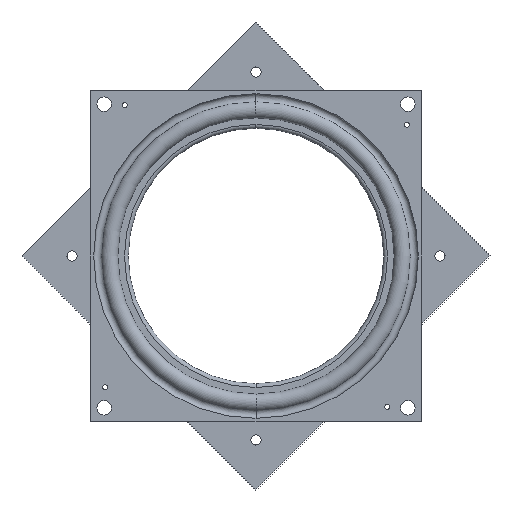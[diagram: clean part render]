
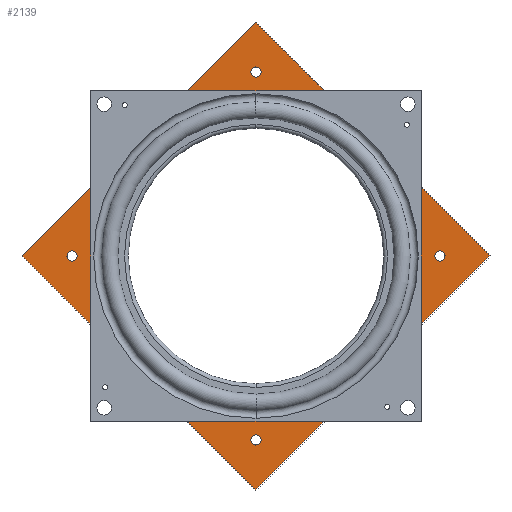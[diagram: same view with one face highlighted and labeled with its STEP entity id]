
A CAD part, front view. The second image highlights one B-rep face of the part: STEP entity #2139.
In plain terms, the highlighted planar face has unit normal (0, -1, 0).
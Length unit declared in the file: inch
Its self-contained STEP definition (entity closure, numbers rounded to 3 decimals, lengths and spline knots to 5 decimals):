
#1205 = CARTESIAN_POINT ( 'NONE',  ( -3.37007, 0.101, 0.094 ) ) ;
#1206 = CARTESIAN_POINT ( 'NONE',  ( -3.37007, 0.101, -0.094 ) ) ;
#1207 = DIRECTION ( 'NONE',  ( 0., 0., 1. ) ) ;
#1208 = DIRECTION ( 'NONE',  ( 0., 1., 0. ) ) ;
#1209 = CARTESIAN_POINT ( 'NONE',  ( -3.37007, 0.101, 0. ) ) ;
#1210 = AXIS2_PLACEMENT_3D ( 'NONE', #1209, #1208, #1207 ) ;
#1211 = CIRCLE ( 'NONE', #1210, 0.094 ) ;
#1266 = CARTESIAN_POINT ( 'NONE',  ( 0., 0.101, 3.46407 ) ) ;
#1267 = CARTESIAN_POINT ( 'NONE',  ( 0., 0.101, 3.27607 ) ) ;
#1268 = DIRECTION ( 'NONE',  ( 0., 0., 1. ) ) ;
#1269 = DIRECTION ( 'NONE',  ( 0., 1., 0. ) ) ;
#1270 = CARTESIAN_POINT ( 'NONE',  ( 0., 0.101, 3.37007 ) ) ;
#1271 = AXIS2_PLACEMENT_3D ( 'NONE', #1270, #1269, #1268 ) ;
#1272 = CIRCLE ( 'NONE', #1271, 0.094 ) ;
#1296 = DIRECTION ( 'NONE',  ( 0., 0., 1. ) ) ;
#1297 = DIRECTION ( 'NONE',  ( 0., 1., 0. ) ) ;
#1298 = CARTESIAN_POINT ( 'NONE',  ( 0., 0.101, -3.37007 ) ) ;
#1299 = AXIS2_PLACEMENT_3D ( 'NONE', #1298, #1297, #1296 ) ;
#1305 = CIRCLE ( 'NONE', #1299, 0.094 ) ;
#1311 = CARTESIAN_POINT ( 'NONE',  ( 0., 0.101, 3.0026 ) ) ;
#1312 = DIRECTION ( 'NONE',  ( 0., 0., 1. ) ) ;
#1313 = DIRECTION ( 'NONE',  ( 0., 1., 0. ) ) ;
#1314 = CARTESIAN_POINT ( 'NONE',  ( 0., 0.101, 0. ) ) ;
#1315 = AXIS2_PLACEMENT_3D ( 'NONE', #1314, #1313, #1312 ) ;
#1316 = CIRCLE ( 'NONE', #1315, 3.0026 ) ;
#1317 = CARTESIAN_POINT ( 'NONE',  ( 0., 0.101, -3.0026 ) ) ;
#1333 = DIRECTION ( 'NONE',  ( 0., 0., 1. ) ) ;
#1334 = DIRECTION ( 'NONE',  ( 0., 1., 0. ) ) ;
#1335 = CARTESIAN_POINT ( 'NONE',  ( 2.9736, 0.101, 0. ) ) ;
#1337 = AXIS2_PLACEMENT_3D ( 'NONE', #1335, #1334, #1333 ) ;
#1338 = PLANE ( 'NONE',  #1337 ) ;
#1339 = FACE_BOUND ( 'NONE', #2552, .T. ) ;
#1340 = FACE_OUTER_BOUND ( 'NONE', #2511, .T. ) ;
#1341 = FACE_BOUND ( 'NONE', #2435, .T. ) ;
#1342 = FACE_BOUND ( 'NONE', #2161, .T. ) ;
#1343 = FACE_BOUND ( 'NONE', #2158, .T. ) ;
#1344 = FACE_BOUND ( 'NONE', #2128, .T. ) ;
#1346 = DIRECTION ( 'NONE',  ( 0., 0., 1. ) ) ;
#1347 = DIRECTION ( 'NONE',  ( 0., 1., 0. ) ) ;
#1348 = CARTESIAN_POINT ( 'NONE',  ( -3.37007, 0.101, 0. ) ) ;
#1349 = AXIS2_PLACEMENT_3D ( 'NONE', #1348, #1347, #1346 ) ;
#1350 = CIRCLE ( 'NONE', #1349, 0.094 ) ;
#1351 = DIRECTION ( 'NONE',  ( 0., 0., 1. ) ) ;
#1352 = DIRECTION ( 'NONE',  ( 0., 1., 0. ) ) ;
#1353 = CARTESIAN_POINT ( 'NONE',  ( 3.37007, 0.101, 0. ) ) ;
#1354 = AXIS2_PLACEMENT_3D ( 'NONE', #1353, #1352, #1351 ) ;
#1355 = CIRCLE ( 'NONE', #1354, 0.094 ) ;
#1469 = CARTESIAN_POINT ( 'NONE',  ( 3.37007, 0.101, -0.094 ) ) ;
#1521 = CARTESIAN_POINT ( 'NONE',  ( 0., 0.101, -3.27607 ) ) ;
#1522 = CARTESIAN_POINT ( 'NONE',  ( 0., 0.101, -3.46407 ) ) ;
#1523 = DIRECTION ( 'NONE',  ( 0., 0., 1. ) ) ;
#1524 = DIRECTION ( 'NONE',  ( 0., 1., 0. ) ) ;
#1525 = CARTESIAN_POINT ( 'NONE',  ( 0., 0.101, -3.37007 ) ) ;
#1526 = AXIS2_PLACEMENT_3D ( 'NONE', #1525, #1524, #1523 ) ;
#1527 = CIRCLE ( 'NONE', #1526, 0.094 ) ;
#1568 = AXIS2_PLACEMENT_3D ( 'NONE', #1578, #1577, #1576 ) ;
#1569 = CIRCLE ( 'NONE', #1568, 0.094 ) ;
#1575 = CARTESIAN_POINT ( 'NONE',  ( 3.37007, 0.101, 0.094 ) ) ;
#1576 = DIRECTION ( 'NONE',  ( 0., 0., 1. ) ) ;
#1577 = DIRECTION ( 'NONE',  ( 0., 1., 0. ) ) ;
#1578 = CARTESIAN_POINT ( 'NONE',  ( 3.37007, 0.101, 0. ) ) ;
#1669 = CARTESIAN_POINT ( 'NONE',  ( 4.28719, 0.101, 0. ) ) ;
#1671 = VECTOR ( 'NONE', #1674, 39.37008 ) ;
#1674 = DIRECTION ( 'NONE',  ( -0.707, 0., 0.707 ) ) ;
#1835 = LINE ( 'NONE', #1669, #1671 ) ;
#1885 = DIRECTION ( 'NONE',  ( 0., 0., 1. ) ) ;
#1886 = DIRECTION ( 'NONE',  ( 0., 1., 0. ) ) ;
#1887 = CARTESIAN_POINT ( 'NONE',  ( 0., 0.101, 0. ) ) ;
#1888 = AXIS2_PLACEMENT_3D ( 'NONE', #1887, #1886, #1885 ) ;
#1889 = CIRCLE ( 'NONE', #1888, 3.0026 ) ;
#1890 = DIRECTION ( 'NONE',  ( 0.707, 0., 0.707 ) ) ;
#1891 = VECTOR ( 'NONE', #1890, 39.37008 ) ;
#1892 = CARTESIAN_POINT ( 'NONE',  ( 0., 0.101, -4.28719 ) ) ;
#1893 = LINE ( 'NONE', #1892, #1891 ) ;
#1899 = CARTESIAN_POINT ( 'NONE',  ( 0., 0.101, 4.28719 ) ) ;
#1900 = CARTESIAN_POINT ( 'NONE',  ( 4.28719, 0.101, 0. ) ) ;
#1909 = CARTESIAN_POINT ( 'NONE',  ( -4.28719, 0.101, 0. ) ) ;
#1930 = DIRECTION ( 'NONE',  ( 0.707, 0., -0.707 ) ) ;
#1931 = VECTOR ( 'NONE', #1930, 39.37008 ) ;
#1932 = CARTESIAN_POINT ( 'NONE',  ( 0., 0.101, -4.28719 ) ) ;
#1933 = LINE ( 'NONE', #1932, #1931 ) ;
#1971 = DIRECTION ( 'NONE',  ( -0.707, 0., -0.707 ) ) ;
#1972 = VECTOR ( 'NONE', #1971, 39.37008 ) ;
#1973 = CARTESIAN_POINT ( 'NONE',  ( -4.28719, 0.101, 0. ) ) ;
#1974 = LINE ( 'NONE', #1973, #1972 ) ;
#2024 = CIRCLE ( 'NONE', #2031, 0.094 ) ;
#2028 = DIRECTION ( 'NONE',  ( 0., 0., 1. ) ) ;
#2029 = DIRECTION ( 'NONE',  ( 0., 1., 0. ) ) ;
#2030 = CARTESIAN_POINT ( 'NONE',  ( 0., 0.101, 3.37007 ) ) ;
#2031 = AXIS2_PLACEMENT_3D ( 'NONE', #2030, #2029, #2028 ) ;
#2106 = CARTESIAN_POINT ( 'NONE',  ( 0., 0.101, -4.28719 ) ) ;
#2126 = ORIENTED_EDGE ( 'NONE', *, *, #2281, .T. ) ;
#2127 = EDGE_CURVE ( 'NONE', #2244, #2241, #1355, .T. ) ;
#2128 = EDGE_LOOP ( 'NONE', ( #2130, #2157 ) ) ;
#2130 = ORIENTED_EDGE ( 'NONE', *, *, #2127, .T. ) ;
#2132 = EDGE_CURVE ( 'NONE', #2212, #2211, #1350, .T. ) ;
#2134 = ORIENTED_EDGE ( 'NONE', *, *, #2132, .T. ) ;
#2139 = ADVANCED_FACE ( 'NONE', ( #1344, #1343, #1342, #1341, #1340, #1339 ), #1338, .F. ) ;
#2148 = VERTEX_POINT ( 'NONE', #1317 ) ;
#2150 = EDGE_CURVE ( 'NONE', #2151, #2148, #1316, .T. ) ;
#2151 = VERTEX_POINT ( 'NONE', #1311 ) ;
#2157 = ORIENTED_EDGE ( 'NONE', *, *, #2243, .T. ) ;
#2158 = EDGE_LOOP ( 'NONE', ( #2159, #2126 ) ) ;
#2159 = ORIENTED_EDGE ( 'NONE', *, *, #2160, .T. ) ;
#2160 = EDGE_CURVE ( 'NONE', #2283, #2282, #1305, .T. ) ;
#2161 = EDGE_LOOP ( 'NONE', ( #2134, #2434 ) ) ;
#2178 = EDGE_CURVE ( 'NONE', #2179, #2180, #1272, .T. ) ;
#2179 = VERTEX_POINT ( 'NONE', #1267 ) ;
#2180 = VERTEX_POINT ( 'NONE', #1266 ) ;
#2210 = EDGE_CURVE ( 'NONE', #2211, #2212, #1211, .T. ) ;
#2211 = VERTEX_POINT ( 'NONE', #1206 ) ;
#2212 = VERTEX_POINT ( 'NONE', #1205 ) ;
#2241 = VERTEX_POINT ( 'NONE', #1469 ) ;
#2243 = EDGE_CURVE ( 'NONE', #2241, #2244, #1569, .T. ) ;
#2244 = VERTEX_POINT ( 'NONE', #1575 ) ;
#2281 = EDGE_CURVE ( 'NONE', #2282, #2283, #1527, .T. ) ;
#2282 = VERTEX_POINT ( 'NONE', #1522 ) ;
#2283 = VERTEX_POINT ( 'NONE', #1521 ) ;
#2434 = ORIENTED_EDGE ( 'NONE', *, *, #2210, .T. ) ;
#2435 = EDGE_LOOP ( 'NONE', ( #2436, #2566 ) ) ;
#2436 = ORIENTED_EDGE ( 'NONE', *, *, #2437, .T. ) ;
#2437 = EDGE_CURVE ( 'NONE', #2180, #2179, #2024, .T. ) ;
#2498 = EDGE_CURVE ( 'NONE', #2546, #2540, #1974, .T. ) ;
#2499 = ORIENTED_EDGE ( 'NONE', *, *, #2525, .T. ) ;
#2511 = EDGE_LOOP ( 'NONE', ( #2527, #2517, #2499, #2526 ) ) ;
#2517 = ORIENTED_EDGE ( 'NONE', *, *, #2498, .T. ) ;
#2525 = EDGE_CURVE ( 'NONE', #2540, #2585, #1933, .T. ) ;
#2526 = ORIENTED_EDGE ( 'NONE', *, *, #2551, .T. ) ;
#2527 = ORIENTED_EDGE ( 'NONE', *, *, #2584, .T. ) ;
#2540 = VERTEX_POINT ( 'NONE', #1909 ) ;
#2545 = VERTEX_POINT ( 'NONE', #1900 ) ;
#2546 = VERTEX_POINT ( 'NONE', #1899 ) ;
#2551 = EDGE_CURVE ( 'NONE', #2585, #2545, #1893, .T. ) ;
#2552 = EDGE_LOOP ( 'NONE', ( #2577, #2553 ) ) ;
#2553 = ORIENTED_EDGE ( 'NONE', *, *, #2554, .T. ) ;
#2554 = EDGE_CURVE ( 'NONE', #2148, #2151, #1889, .T. ) ;
#2566 = ORIENTED_EDGE ( 'NONE', *, *, #2178, .T. ) ;
#2577 = ORIENTED_EDGE ( 'NONE', *, *, #2150, .T. ) ;
#2584 = EDGE_CURVE ( 'NONE', #2545, #2546, #1835, .T. ) ;
#2585 = VERTEX_POINT ( 'NONE', #2106 ) ;
